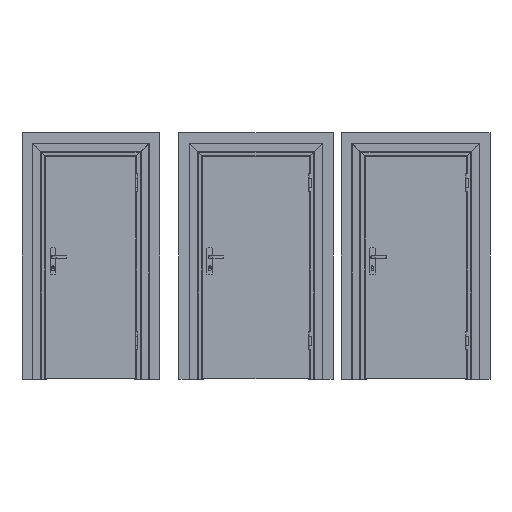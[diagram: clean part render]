
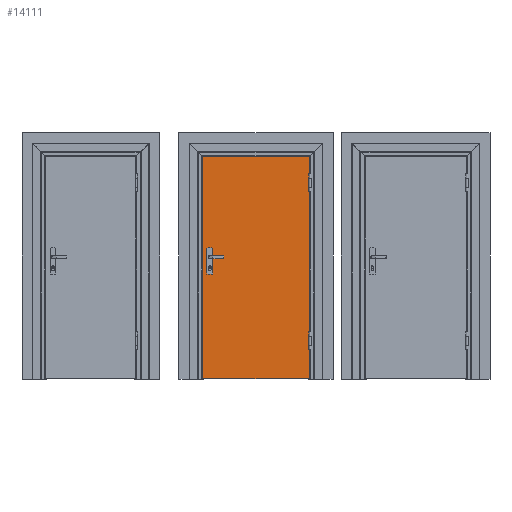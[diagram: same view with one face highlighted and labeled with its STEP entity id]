
A CAD part, front view. The second image highlights one B-rep face of the part: STEP entity #14111.
In plain terms, the highlighted planar face has unit normal (0, -1, 0).
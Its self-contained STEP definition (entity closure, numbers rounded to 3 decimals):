
#3825=FACE_BOUND('',#26995,.T.);
#3826=FACE_BOUND('',#26996,.T.);
#8319=CIRCLE('',#90974,98.321);
#8320=CIRCLE('',#90975,98.321);
#14111=ADVANCED_FACE('',(#3825,#3826),#18451,.T.);
#18451=PLANE('',#90976);
#26995=EDGE_LOOP('',(#40792,#40793,#40794,#40795));
#26996=EDGE_LOOP('',(#40796,#40797,#40798,#40799));
#40792=ORIENTED_EDGE('',*,*,#66763,.F.);
#40793=ORIENTED_EDGE('',*,*,#66828,.F.);
#40794=ORIENTED_EDGE('',*,*,#66696,.F.);
#40795=ORIENTED_EDGE('',*,*,#66687,.T.);
#40796=ORIENTED_EDGE('',*,*,#66829,.T.);
#40797=ORIENTED_EDGE('',*,*,#66830,.T.);
#40798=ORIENTED_EDGE('',*,*,#66831,.T.);
#40799=ORIENTED_EDGE('',*,*,#66832,.T.);
#57341=VERTEX_POINT('',#132489);
#57342=VERTEX_POINT('',#132491);
#57348=VERTEX_POINT('',#132508);
#57393=VERTEX_POINT('',#132751);
#57431=VERTEX_POINT('',#133149);
#57432=VERTEX_POINT('',#133150);
#57433=VERTEX_POINT('',#133152);
#57434=VERTEX_POINT('',#133154);
#66687=EDGE_CURVE('',#57342,#57341,#76414,.T.);
#66696=EDGE_CURVE('',#57342,#57348,#76421,.T.);
#66763=EDGE_CURVE('',#57393,#57341,#76476,.T.);
#66828=EDGE_CURVE('',#57348,#57393,#76505,.T.);
#66829=EDGE_CURVE('',#57431,#57432,#8319,.T.);
#66830=EDGE_CURVE('',#57432,#57433,#76506,.T.);
#66831=EDGE_CURVE('',#57433,#57434,#8320,.T.);
#66832=EDGE_CURVE('',#57434,#57431,#76507,.T.);
#76414=LINE('',#132490,#83527);
#76421=LINE('',#132507,#83534);
#76476=LINE('',#132752,#83589);
#76505=LINE('',#133147,#83618);
#76506=LINE('',#133151,#83619);
#76507=LINE('',#133155,#83620);
#83527=VECTOR('',#104723,1.);
#83534=VECTOR('',#104738,1.);
#83589=VECTOR('',#104855,1.);
#83618=VECTOR('',#104994,1.);
#83619=VECTOR('',#104997,1.);
#83620=VECTOR('',#105000,1.);
#90974=AXIS2_PLACEMENT_3D('',#133148,#104995,#104996);
#90975=AXIS2_PLACEMENT_3D('',#133153,#104998,#104999);
#90976=AXIS2_PLACEMENT_3D('',#133156,#105001,#105002);
#104723=DIRECTION('',(-1.,0.,0.));
#104738=DIRECTION('',(0.,0.,-1.));
#104855=DIRECTION('',(0.,0.,1.));
#104994=DIRECTION('',(-1.,0.,0.));
#104995=DIRECTION('',(0.,1.,0.));
#104996=DIRECTION('',(0.,0.,-1.));
#104997=DIRECTION('',(0.,0.,-1.));
#104998=DIRECTION('',(0.,1.,0.));
#104999=DIRECTION('',(0.,0.,-1.));
#105000=DIRECTION('',(0.,0.,1.));
#105001=DIRECTION('',(0.,-1.,0.));
#105002=DIRECTION('',(0.,0.,-1.));
#132489=CARTESIAN_POINT('',(1016.,-49.,2017.));
#132490=CARTESIAN_POINT('',(1066.,-49.,2017.));
#132491=CARTESIAN_POINT('',(1984.,-49.,2017.));
#132507=CARTESIAN_POINT('',(1984.,-49.,-15.));
#132508=CARTESIAN_POINT('',(1984.,-49.,2.));
#132751=CARTESIAN_POINT('',(1016.,-49.,2.));
#132752=CARTESIAN_POINT('',(1016.,-49.,-15.));
#133147=CARTESIAN_POINT('',(1066.,-49.,2.));
#133148=CARTESIAN_POINT('',(1081.,-49.,1091.679));
#133149=CARTESIAN_POINT('',(1055.,-49.,1186.5));
#133150=CARTESIAN_POINT('',(1107.,-49.,1186.5));
#133151=CARTESIAN_POINT('',(1107.,-49.,0.));
#133152=CARTESIAN_POINT('',(1107.,-49.,951.5));
#133153=CARTESIAN_POINT('',(1081.,-49.,1046.321));
#133154=CARTESIAN_POINT('',(1055.,-49.,951.5));
#133155=CARTESIAN_POINT('',(1055.,-49.,0.));
#133156=CARTESIAN_POINT('',(1500.,-49.,0.));
